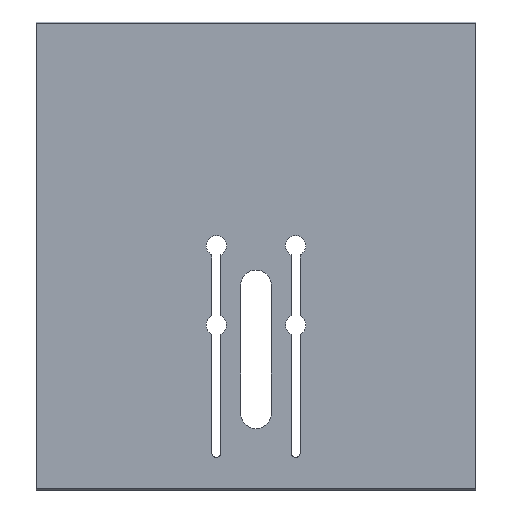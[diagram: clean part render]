
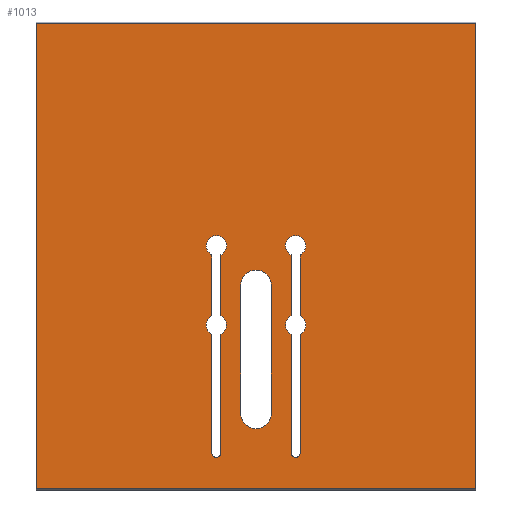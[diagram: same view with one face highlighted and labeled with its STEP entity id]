
A CAD part, top view. The second image highlights one B-rep face of the part: STEP entity #1013.
In plain terms, the highlighted planar face has unit normal (0, 0, 1).
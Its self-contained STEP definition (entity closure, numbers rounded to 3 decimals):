
#15=FACE_BOUND('',#140,.T.);
#16=FACE_BOUND('',#141,.T.);
#17=FACE_BOUND('',#142,.T.);
#33=PLANE('',#1091);
#83=FACE_OUTER_BOUND('',#139,.T.);
#139=EDGE_LOOP('',(#745,#746,#747,#748));
#140=EDGE_LOOP('',(#749,#750,#751,#752,#753,#754,#755,#756));
#141=EDGE_LOOP('',(#757,#758,#759,#760,#761,#762,#763,#764));
#142=EDGE_LOOP('',(#765,#766,#767,#768));
#197=CIRCLE('',#1074,4.);
#200=CIRCLE('',#1078,4.);
#201=CIRCLE('',#1080,4.);
#204=CIRCLE('',#1084,4.);
#205=CIRCLE('',#1092,4.);
#206=CIRCLE('',#1093,1.75);
#207=CIRCLE('',#1094,4.);
#208=CIRCLE('',#1095,1.75);
#209=CIRCLE('',#1096,6.);
#210=CIRCLE('',#1097,6.);
#227=LINE('',#1469,#351);
#228=LINE('',#1472,#352);
#231=LINE('',#1478,#355);
#236=LINE('',#1487,#360);
#237=LINE('',#1490,#361);
#240=LINE('',#1496,#364);
#243=LINE('',#1503,#367);
#244=LINE('',#1505,#368);
#245=LINE('',#1507,#369);
#246=LINE('',#1508,#370);
#247=LINE('',#1511,#371);
#248=LINE('',#1515,#372);
#249=LINE('',#1521,#373);
#250=LINE('',#1524,#374);
#351=VECTOR('',#1187,10.);
#352=VECTOR('',#1190,10.);
#355=VECTOR('',#1195,10.);
#360=VECTOR('',#1202,10.);
#361=VECTOR('',#1205,10.);
#364=VECTOR('',#1210,10.);
#367=VECTOR('',#1215,10.);
#368=VECTOR('',#1216,10.);
#369=VECTOR('',#1217,10.);
#370=VECTOR('',#1218,10.);
#371=VECTOR('',#1221,10.);
#372=VECTOR('',#1226,10.);
#373=VECTOR('',#1231,10.);
#374=VECTOR('',#1234,10.);
#465=VERTEX_POINT('',#1429);
#467=VERTEX_POINT('',#1432);
#470=VERTEX_POINT('',#1439);
#472=VERTEX_POINT('',#1443);
#473=VERTEX_POINT('',#1447);
#475=VERTEX_POINT('',#1450);
#478=VERTEX_POINT('',#1457);
#480=VERTEX_POINT('',#1461);
#482=VERTEX_POINT('',#1467);
#483=VERTEX_POINT('',#1471);
#485=VERTEX_POINT('',#1477);
#488=VERTEX_POINT('',#1485);
#489=VERTEX_POINT('',#1489);
#491=VERTEX_POINT('',#1495);
#493=VERTEX_POINT('',#1501);
#494=VERTEX_POINT('',#1502);
#495=VERTEX_POINT('',#1504);
#496=VERTEX_POINT('',#1506);
#497=VERTEX_POINT('',#1510);
#498=VERTEX_POINT('',#1514);
#499=VERTEX_POINT('',#1517);
#500=VERTEX_POINT('',#1518);
#501=VERTEX_POINT('',#1520);
#502=VERTEX_POINT('',#1522);
#562=EDGE_CURVE('',#467,#465,#197,.T.);
#568=EDGE_CURVE('',#470,#472,#200,.T.);
#570=EDGE_CURVE('',#475,#473,#201,.T.);
#576=EDGE_CURVE('',#478,#480,#204,.T.);
#579=EDGE_CURVE('',#472,#482,#227,.T.);
#580=EDGE_CURVE('',#483,#470,#228,.T.);
#583=EDGE_CURVE('',#485,#467,#231,.T.);
#588=EDGE_CURVE('',#480,#488,#236,.T.);
#589=EDGE_CURVE('',#489,#478,#237,.T.);
#592=EDGE_CURVE('',#491,#475,#240,.T.);
#595=EDGE_CURVE('',#493,#494,#243,.T.);
#596=EDGE_CURVE('',#495,#494,#244,.T.);
#597=EDGE_CURVE('',#495,#496,#245,.T.);
#598=EDGE_CURVE('',#493,#496,#246,.T.);
#599=EDGE_CURVE('',#482,#485,#205,.T.);
#600=EDGE_CURVE('',#465,#497,#247,.T.);
#601=EDGE_CURVE('',#497,#483,#206,.T.);
#602=EDGE_CURVE('',#488,#491,#207,.T.);
#603=EDGE_CURVE('',#473,#498,#248,.T.);
#604=EDGE_CURVE('',#498,#489,#208,.T.);
#605=EDGE_CURVE('',#499,#500,#209,.T.);
#606=EDGE_CURVE('',#500,#501,#249,.T.);
#607=EDGE_CURVE('',#501,#502,#210,.T.);
#608=EDGE_CURVE('',#502,#499,#250,.T.);
#745=ORIENTED_EDGE('',*,*,#595,.T.);
#746=ORIENTED_EDGE('',*,*,#596,.F.);
#747=ORIENTED_EDGE('',*,*,#597,.T.);
#748=ORIENTED_EDGE('',*,*,#598,.F.);
#749=ORIENTED_EDGE('',*,*,#568,.T.);
#750=ORIENTED_EDGE('',*,*,#579,.T.);
#751=ORIENTED_EDGE('',*,*,#599,.T.);
#752=ORIENTED_EDGE('',*,*,#583,.T.);
#753=ORIENTED_EDGE('',*,*,#562,.T.);
#754=ORIENTED_EDGE('',*,*,#600,.T.);
#755=ORIENTED_EDGE('',*,*,#601,.T.);
#756=ORIENTED_EDGE('',*,*,#580,.T.);
#757=ORIENTED_EDGE('',*,*,#576,.T.);
#758=ORIENTED_EDGE('',*,*,#588,.T.);
#759=ORIENTED_EDGE('',*,*,#602,.T.);
#760=ORIENTED_EDGE('',*,*,#592,.T.);
#761=ORIENTED_EDGE('',*,*,#570,.T.);
#762=ORIENTED_EDGE('',*,*,#603,.T.);
#763=ORIENTED_EDGE('',*,*,#604,.T.);
#764=ORIENTED_EDGE('',*,*,#589,.T.);
#765=ORIENTED_EDGE('',*,*,#605,.T.);
#766=ORIENTED_EDGE('',*,*,#606,.T.);
#767=ORIENTED_EDGE('',*,*,#607,.T.);
#768=ORIENTED_EDGE('',*,*,#608,.T.);
#1013=ADVANCED_FACE('',(#83,#15,#16,#17),#33,.T.);
#1074=AXIS2_PLACEMENT_3D('',#1433,#1154,#1155);
#1078=AXIS2_PLACEMENT_3D('',#1445,#1165,#1166);
#1080=AXIS2_PLACEMENT_3D('',#1451,#1170,#1171);
#1084=AXIS2_PLACEMENT_3D('',#1463,#1181,#1182);
#1091=AXIS2_PLACEMENT_3D('',#1500,#1213,#1214);
#1092=AXIS2_PLACEMENT_3D('',#1509,#1219,#1220);
#1093=AXIS2_PLACEMENT_3D('',#1512,#1222,#1223);
#1094=AXIS2_PLACEMENT_3D('',#1513,#1224,#1225);
#1095=AXIS2_PLACEMENT_3D('',#1516,#1227,#1228);
#1096=AXIS2_PLACEMENT_3D('',#1519,#1229,#1230);
#1097=AXIS2_PLACEMENT_3D('',#1523,#1232,#1233);
#1154=DIRECTION('center_axis',(0.,0.,-1.));
#1155=DIRECTION('ref_axis',(1.,0.,0.));
#1165=DIRECTION('center_axis',(0.,0.,-1.));
#1166=DIRECTION('ref_axis',(1.,0.,0.));
#1170=DIRECTION('center_axis',(0.,0.,-1.));
#1171=DIRECTION('ref_axis',(1.,0.,0.));
#1181=DIRECTION('center_axis',(0.,0.,-1.));
#1182=DIRECTION('ref_axis',(1.,0.,0.));
#1187=DIRECTION('',(0.,1.,0.));
#1190=DIRECTION('',(0.,1.,0.));
#1195=DIRECTION('',(0.,-1.,0.));
#1202=DIRECTION('',(0.,1.,0.));
#1205=DIRECTION('',(0.,1.,0.));
#1210=DIRECTION('',(0.,-1.,0.));
#1213=DIRECTION('center_axis',(0.,0.,1.));
#1214=DIRECTION('ref_axis',(1.,0.,0.));
#1215=DIRECTION('',(0.,-1.,0.));
#1216=DIRECTION('',(-1.,0.,0.));
#1217=DIRECTION('',(0.,1.,0.));
#1218=DIRECTION('',(1.,0.,0.));
#1219=DIRECTION('center_axis',(0.,0.,-1.));
#1220=DIRECTION('ref_axis',(1.,0.,0.));
#1221=DIRECTION('',(0.,-1.,0.));
#1222=DIRECTION('center_axis',(0.,0.,-1.));
#1223=DIRECTION('ref_axis',(1.,0.,0.));
#1224=DIRECTION('center_axis',(0.,0.,-1.));
#1225=DIRECTION('ref_axis',(1.,0.,0.));
#1226=DIRECTION('',(0.,-1.,0.));
#1227=DIRECTION('center_axis',(0.,0.,-1.));
#1228=DIRECTION('ref_axis',(1.,0.,0.));
#1229=DIRECTION('center_axis',(0.,0.,-1.));
#1230=DIRECTION('ref_axis',(1.,0.,0.));
#1231=DIRECTION('',(0.,-1.,0.));
#1232=DIRECTION('center_axis',(0.,0.,-1.));
#1233=DIRECTION('ref_axis',(1.,0.,0.));
#1234=DIRECTION('',(0.,1.,0.));
#1429=CARTESIAN_POINT('',(-13.75,-30.597,3.));
#1432=CARTESIAN_POINT('',(-13.75,-23.403,3.));
#1433=CARTESIAN_POINT('Origin',(-15.5,-27.,3.));
#1439=CARTESIAN_POINT('',(-17.25,-30.597,3.));
#1443=CARTESIAN_POINT('',(-17.25,-23.403,3.));
#1445=CARTESIAN_POINT('Origin',(-15.5,-27.,3.));
#1447=CARTESIAN_POINT('',(17.25,-30.597,3.));
#1450=CARTESIAN_POINT('',(17.25,-23.403,3.));
#1451=CARTESIAN_POINT('Origin',(15.5,-27.,3.));
#1457=CARTESIAN_POINT('',(13.75,-30.597,3.));
#1461=CARTESIAN_POINT('',(13.75,-23.403,3.));
#1463=CARTESIAN_POINT('Origin',(15.5,-27.,3.));
#1467=CARTESIAN_POINT('',(-17.25,0.403,3.));
#1469=CARTESIAN_POINT('',(-17.25,4.,3.));
#1471=CARTESIAN_POINT('',(-17.25,-77.,3.));
#1472=CARTESIAN_POINT('',(-17.25,4.,3.));
#1477=CARTESIAN_POINT('',(-13.75,0.403,3.));
#1478=CARTESIAN_POINT('',(-13.75,-77.,3.));
#1485=CARTESIAN_POINT('',(13.75,0.403,3.));
#1487=CARTESIAN_POINT('',(13.75,-77.,3.));
#1489=CARTESIAN_POINT('',(13.75,-77.,3.));
#1490=CARTESIAN_POINT('',(13.75,-77.,3.));
#1495=CARTESIAN_POINT('',(17.25,0.403,3.));
#1496=CARTESIAN_POINT('',(17.25,4.,3.));
#1500=CARTESIAN_POINT('Origin',(0.,0.,3.));
#1501=CARTESIAN_POINT('',(-86.,91.,3.));
#1502=CARTESIAN_POINT('',(-86.,-91.,3.));
#1503=CARTESIAN_POINT('',(-86.,45.75,3.));
#1504=CARTESIAN_POINT('',(86.,-91.,3.));
#1505=CARTESIAN_POINT('',(-43.25,-91.,3.));
#1506=CARTESIAN_POINT('',(86.,91.,3.));
#1507=CARTESIAN_POINT('',(86.,-45.75,3.));
#1508=CARTESIAN_POINT('',(43.25,91.,3.));
#1509=CARTESIAN_POINT('Origin',(-15.5,4.,3.));
#1510=CARTESIAN_POINT('',(-13.75,-77.,3.));
#1511=CARTESIAN_POINT('',(-13.75,-77.,3.));
#1512=CARTESIAN_POINT('Origin',(-15.5,-77.,3.));
#1513=CARTESIAN_POINT('Origin',(15.5,4.,3.));
#1514=CARTESIAN_POINT('',(17.25,-77.,3.));
#1515=CARTESIAN_POINT('',(17.25,4.,3.));
#1516=CARTESIAN_POINT('Origin',(15.5,-77.,3.));
#1517=CARTESIAN_POINT('',(-6.,-11.5,3.));
#1518=CARTESIAN_POINT('',(6.,-11.5,3.));
#1519=CARTESIAN_POINT('Origin',(0.,-11.5,3.));
#1520=CARTESIAN_POINT('',(6.,-61.5,3.));
#1521=CARTESIAN_POINT('',(6.,-11.5,3.));
#1522=CARTESIAN_POINT('',(-6.,-61.5,3.));
#1523=CARTESIAN_POINT('Origin',(0.,-61.5,3.));
#1524=CARTESIAN_POINT('',(-6.,-61.5,3.));
